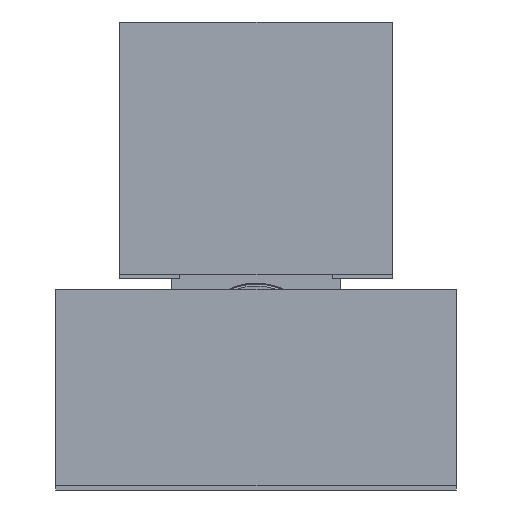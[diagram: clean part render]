
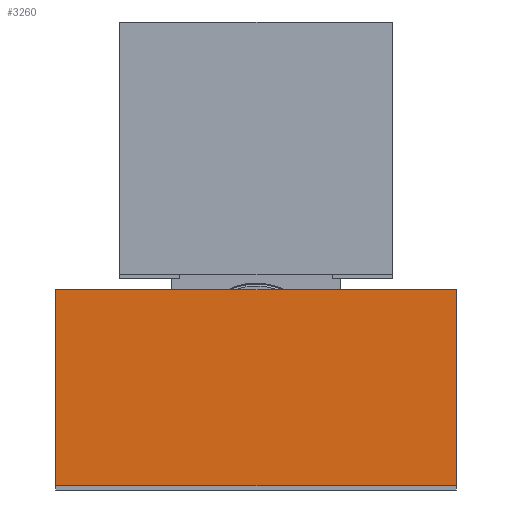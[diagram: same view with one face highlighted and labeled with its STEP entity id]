
A CAD part, left-side view. The second image highlights one B-rep face of the part: STEP entity #3260.
In plain terms, the highlighted planar face has unit normal (-1, 0, 0).
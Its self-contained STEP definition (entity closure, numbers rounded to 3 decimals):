
#2530=CARTESIAN_POINT('Vertex',(303.931,-14.191,155.702)) ;
#2533=CARTESIAN_POINT('Line Origine',(303.931,-64.191,155.702)) ;
#2537=CARTESIAN_POINT('Vertex',(303.931,-114.191,155.702)) ;
#2708=CARTESIAN_POINT('Vertex',(303.931,-14.191,106.702)) ;
#2711=CARTESIAN_POINT('Line Origine',(303.931,-14.191,131.202)) ;
#2765=CARTESIAN_POINT('Line Origine',(303.931,-114.191,131.202)) ;
#2769=CARTESIAN_POINT('Vertex',(303.931,-114.191,106.702)) ;
#3244=CARTESIAN_POINT('Axis2P3D Location',(303.931,-14.191,106.702)) ;
#3249=CARTESIAN_POINT('Line Origine',(303.931,-64.191,106.702)) ;
#2534=DIRECTION('Vector Direction',(0.,1.,0.)) ;
#2712=DIRECTION('Vector Direction',(0.,0.,-1.)) ;
#2766=DIRECTION('Vector Direction',(0.,0.,1.)) ;
#3245=DIRECTION('Axis2P3D Direction',(-1.,-0.,0.)) ;
#3246=DIRECTION('Axis2P3D XDirection',(0.,-1.,0.)) ;
#3250=DIRECTION('Vector Direction',(0.,-1.,0.)) ;
#3247=AXIS2_PLACEMENT_3D('Plane Axis2P3D',#3244,#3245,#3246) ;
#3255=ORIENTED_EDGE('',*,*,#2771,.T.) ;
#3256=ORIENTED_EDGE('',*,*,#2539,.T.) ;
#3257=ORIENTED_EDGE('',*,*,#2715,.T.) ;
#3258=ORIENTED_EDGE('',*,*,#3253,.T.) ;
#2535=VECTOR('Line Direction',#2534,1.) ;
#2713=VECTOR('Line Direction',#2712,1.) ;
#2767=VECTOR('Line Direction',#2766,1.) ;
#3251=VECTOR('Line Direction',#3250,1.) ;
#3260=ADVANCED_FACE('PB_RC-03-50_3.1\\PartBody',(#3259),#3248,.T.) ;
#2539=EDGE_CURVE('',#2538,#2531,#2536,.T.) ;
#2715=EDGE_CURVE('',#2531,#2709,#2714,.T.) ;
#2771=EDGE_CURVE('',#2770,#2538,#2768,.T.) ;
#3253=EDGE_CURVE('',#2709,#2770,#3252,.T.) ;
#3254=EDGE_LOOP('',(#3255,#3256,#3257,#3258)) ;
#3259=FACE_OUTER_BOUND('',#3254,.T.) ;
#2536=LINE('Line',#2533,#2535) ;
#2714=LINE('Line',#2711,#2713) ;
#2768=LINE('Line',#2765,#2767) ;
#3252=LINE('Line',#3249,#3251) ;
#3248=PLANE('Plane',#3247) ;
#2531=VERTEX_POINT('',#2530) ;
#2538=VERTEX_POINT('',#2537) ;
#2709=VERTEX_POINT('',#2708) ;
#2770=VERTEX_POINT('',#2769) ;
